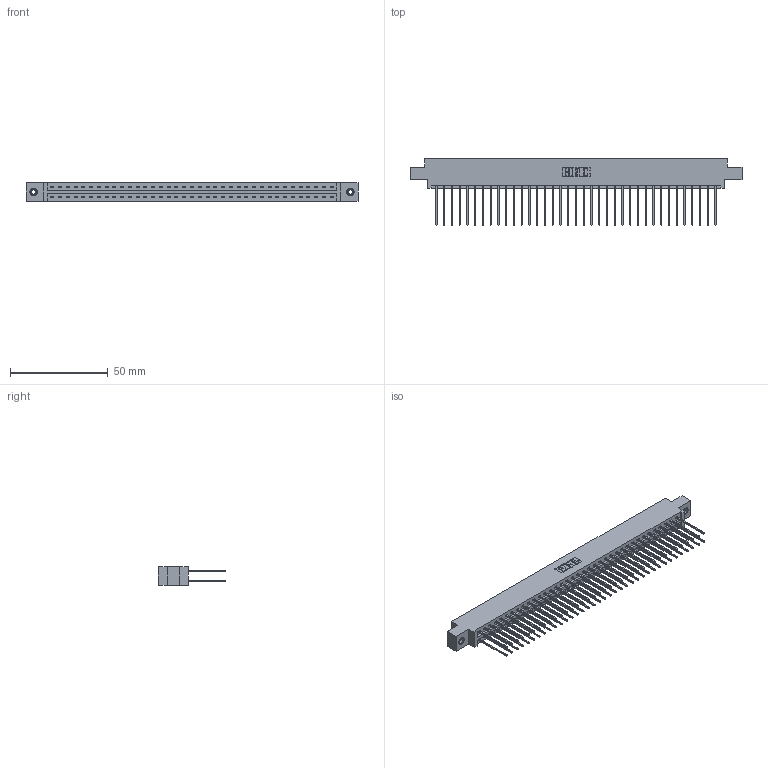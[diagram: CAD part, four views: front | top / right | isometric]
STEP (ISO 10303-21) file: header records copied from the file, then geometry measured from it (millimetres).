
FILE_DESCRIPTION (( 'STEP AP203' ), '1' );
FILE_NAME ('387-074-541-808.STEP', '2019-10-22T01:47:55', ( '' ), ( '' ), 'SwSTEP 2.0', 'SolidWorks 2016', '' );
FILE_SCHEMA (( 'CONFIG_CONTROL_DESIGN' ));
Length unit declared in the file: inch
Products named in the file (4): 337 Part_0.170 Offset - 0.156 Dia-TI; 345-250-001_345-250-003-102; 345-292-001_345-293-141; 387-074-541-808
Assembly tree (77 placements, depth 2):
  387-074-541-808
    337 Part_0.170 Offset - 0.156 Dia-TI
    345-292-001_345-293-141  x74
    345-250-001_345-250-003-102  x2
Bounding box: 169.62 x 34.3 x 9.4 mm (x, y, z)
Volume: 18110 mm3; surface area: 22687.6 mm2
Topology: 77 solids, 77 shells, 4174 faces, 12373 edges, 8142 vertices
Faces by surface type: plane 2918, cylinder 1240, cone 12, torus 4
Entity records: 30670 total; most frequent: CARTESIAN_POINT 5153, ORIENTED_EDGE 5082, DIRECTION 4423, EDGE_CURVE 2541, LINE 2393, VECTOR 2393, VERTEX_POINT 1688, AXIS2_PLACEMENT_3D 1015
